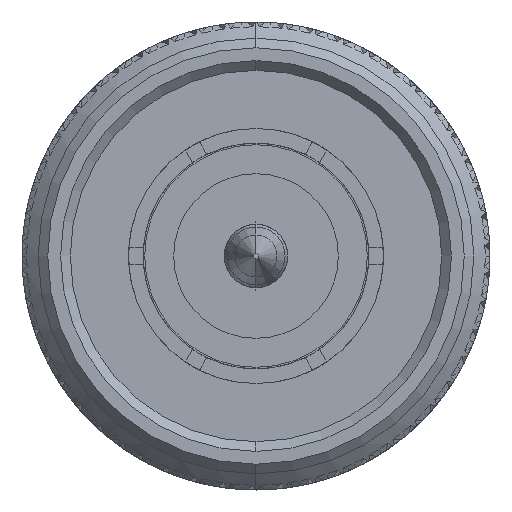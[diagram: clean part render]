
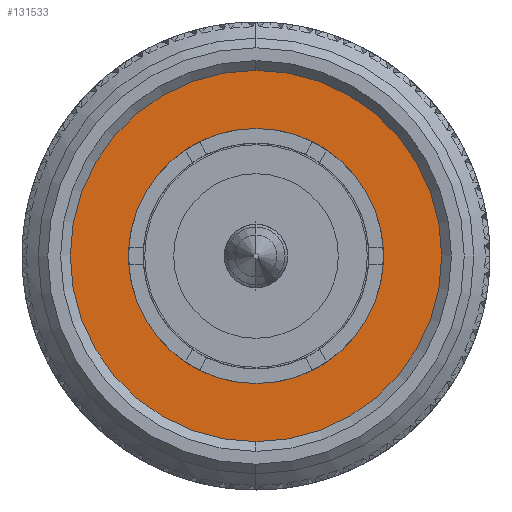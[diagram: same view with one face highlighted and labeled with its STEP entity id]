
A CAD part, left-side view. The second image highlights one B-rep face of the part: STEP entity #131533.
In plain terms, the highlighted face is planar.
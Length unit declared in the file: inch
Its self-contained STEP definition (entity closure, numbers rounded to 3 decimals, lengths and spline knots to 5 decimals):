
#996 = DIRECTION ( 'NONE',  ( 0., 1., 0. ) ) ;
#1827 = EDGE_CURVE ( 'Edge9', #41825, #90005, #7926, .T. ) ;
#4157 = DIRECTION ( 'NONE',  ( 0., 0., 1. ) ) ;
#7926 = CIRCLE ( 'NONE', #34071, 0.15551 ) ;
#9713 = VERTEX_POINT ( 'NONE', #32194 ) ;
#11291 = DIRECTION ( 'NONE',  ( 0., 0., 1. ) ) ;
#11981 = DIRECTION ( 'NONE',  ( 0., 1., 0. ) ) ;
#12786 = DIRECTION ( 'NONE',  ( 0., 0., 1. ) ) ;
#18226 = DIRECTION ( 'NONE',  ( 0., 0., 1. ) ) ;
#26750 = EDGE_CURVE ( 'Edge9', #90005, #41825, #130394, .T. ) ;
#27597 = AXIS2_PLACEMENT_3D ( 'NONE', #81552, #996, #82877 ) ;
#30951 = CIRCLE ( 'NONE', #122439, 0.2265 ) ;
#31040 = PLANE ( 'NONE',  #27597 ) ;
#32194 = CARTESIAN_POINT ( 'NONE',  ( 0., 0.26339, 0.2265 ) ) ;
#33949 = CARTESIAN_POINT ( 'NONE',  ( 0., 0.26339, 0. ) ) ;
#34071 = AXIS2_PLACEMENT_3D ( 'NONE', #62457, #11981, #11291 ) ;
#34216 = DIRECTION ( 'NONE',  ( 0., 1., 0. ) ) ;
#41825 = VERTEX_POINT ( 'NONE', #96731 ) ;
#45563 = EDGE_CURVE ( 'Edge3', #9713, #47712, #30951, .T. ) ;
#47712 = VERTEX_POINT ( 'NONE', #80697 ) ;
#52377 = EDGE_CURVE ( 'Edge3', #47712, #9713, #80804, .T. ) ;
#56842 = AXIS2_PLACEMENT_3D ( 'NONE', #33949, #75538, #12786 ) ;
#62388 = FACE_OUTER_BOUND ( 'NONE', #95679, .T. ) ;
#62457 = CARTESIAN_POINT ( 'NONE',  ( 0., 0.26339, 0. ) ) ;
#64191 = CARTESIAN_POINT ( 'NONE',  ( 0., 0.26339, 0. ) ) ;
#72483 = ORIENTED_EDGE ( 'NONE', *, *, #45563, .T. ) ;
#75538 = DIRECTION ( 'NONE',  ( 0., 1., 0. ) ) ;
#80697 = CARTESIAN_POINT ( 'NONE',  ( 0., 0.26339, -0.2265 ) ) ;
#80804 = CIRCLE ( 'NONE', #56842, 0.2265 ) ;
#81552 = CARTESIAN_POINT ( 'NONE',  ( 0., 0.26339, 0. ) ) ;
#82214 = FACE_BOUND ( 'NONE', #115243, .T. ) ;
#82877 = DIRECTION ( 'NONE',  ( 0., 0., 1. ) ) ;
#86429 = CARTESIAN_POINT ( 'NONE',  ( 0., 0.26339, -0.15551 ) ) ;
#90005 = VERTEX_POINT ( 'NONE', #86429 ) ;
#91201 = DIRECTION ( 'NONE',  ( 0., 1., 0. ) ) ;
#91357 = ORIENTED_EDGE ( 'NONE', *, *, #26750, .F. ) ;
#95679 = EDGE_LOOP ( 'NONE', ( #72483, #106272 ) ) ;
#95934 = AXIS2_PLACEMENT_3D ( 'NONE', #64191, #34216, #4157 ) ;
#96731 = CARTESIAN_POINT ( 'NONE',  ( 0., 0.26339, 0.15551 ) ) ;
#106272 = ORIENTED_EDGE ( 'NONE', *, *, #52377, .T. ) ;
#115243 = EDGE_LOOP ( 'NONE', ( #91357, #119322 ) ) ;
#119322 = ORIENTED_EDGE ( 'NONE', *, *, #1827, .F. ) ;
#122439 = AXIS2_PLACEMENT_3D ( 'NONE', #134101, #91201, #18226 ) ;
#130394 = CIRCLE ( 'NONE', #95934, 0.15551 ) ;
#131533 = ADVANCED_FACE ( 'Face1', ( #82214, #62388 ), #31040, .T. ) ;
#134101 = CARTESIAN_POINT ( 'NONE',  ( 0., 0.26339, 0. ) ) ;
